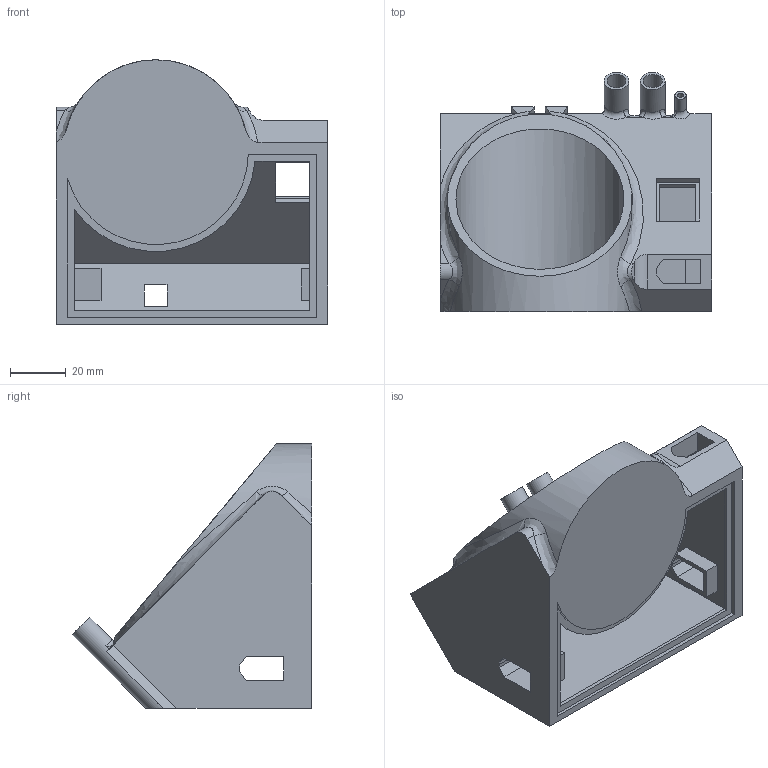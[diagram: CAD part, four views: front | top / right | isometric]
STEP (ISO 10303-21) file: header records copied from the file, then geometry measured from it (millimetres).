
FILE_DESCRIPTION(/* description */ (''),/* implementation_level */ '2;1');
FILE_NAME(/* name */ 'ts100holder_v1_exportJSO_Fusion.step',/* time_stamp */ '2024-03-09T11:50:01+01:00',/* author */ (''),/* organization */ (''),/* preprocessor_version */ 'ST-DEVELOPER v20',/* originating_system */ 'Autodesk Translation Framework v12.14.0.127',/* authorisation */ '');
FILE_SCHEMA (('AUTOMOTIVE_DESIGN { 1 0 10303 214 3 1 1 }'));
Length unit declared in the file: millimetre
Products named in the file (1): ts100 holder
Bounding box: 97 x 85.48 x 94.45 mm (x, y, z)
Volume: 99661.9 mm3; surface area: 63091.6 mm2
Topology: 1 solids, 2 shells, 149 faces, 391 edges, 254 vertices
Faces by surface type: plane 114, cylinder 23, bspline 9, torus 3
Full cylindrical faces by diameter (mm): 2 x1, 4 x1, 6.75 x2, 8.861 x2, 60 x1
Entity records: 5100 total; most frequent: CARTESIAN_POINT 1396, ORIENTED_EDGE 782, DIRECTION 714, EDGE_CURVE 391, LINE 296, VECTOR 296, VERTEX_POINT 254, AXIS2_PLACEMENT_3D 209
